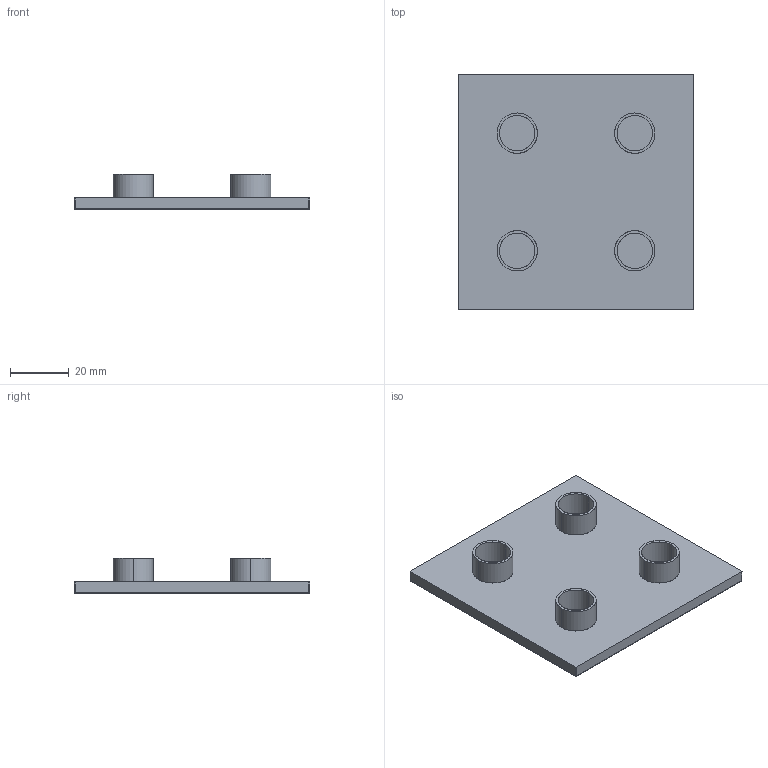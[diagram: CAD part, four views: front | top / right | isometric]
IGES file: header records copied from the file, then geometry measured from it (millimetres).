
Start section: SolidWorks IGES file using analytic representation for surfaces
Global section: file name: C40-20.IGS; native system: SolidWorks 2007; preprocessor: SolidWorks 2007; author: jean; date: 180322.092918; units: millimetre
Bounding box: 80 x 80 x 12 mm (x, y, z)
Surface area: 16620.3 mm2 (no closed solid volume)
Topology: 0 solids, 0 shells, 42 faces, 664 edges, 660 vertices
Faces by surface type: revolution 28, bspline 14
